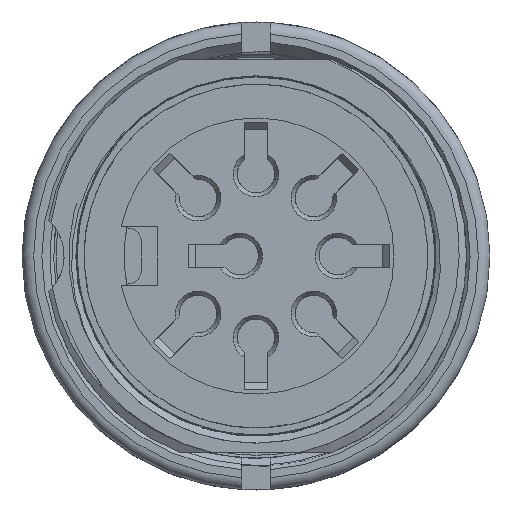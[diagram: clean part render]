
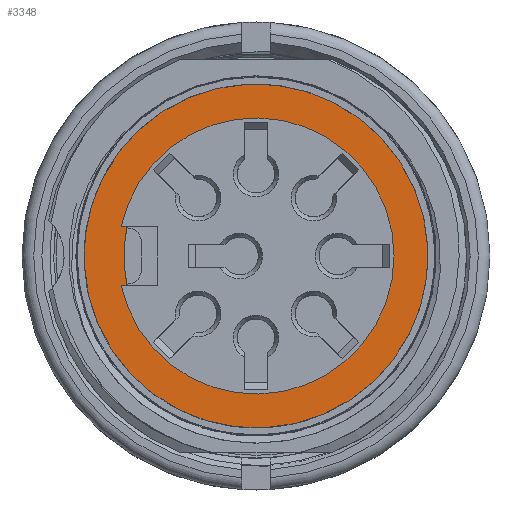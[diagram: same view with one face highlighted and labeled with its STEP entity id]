
A CAD part, front view. The second image highlights one B-rep face of the part: STEP entity #3348.
In plain terms, the highlighted planar face has unit normal (0, -1, 0).
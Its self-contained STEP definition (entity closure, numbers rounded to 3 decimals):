
#1884=FACE_BOUND('',#5461,.T.);
#1885=FACE_BOUND('',#5462,.T.);
#2555=CIRCLE('',#18671,5.9);
#2556=CIRCLE('',#18681,5.65);
#2557=CIRCLE('',#18683,7.35);
#3348=ADVANCED_FACE('',(#1884,#1885),#3831,.T.);
#3831=PLANE('',#18684);
#5461=EDGE_LOOP('',(#10687));
#5462=EDGE_LOOP('',(#10688,#10689,#10690,#10691));
#10687=ORIENTED_EDGE('',*,*,#14869,.T.);
#10688=ORIENTED_EDGE('',*,*,#12929,.F.);
#10689=ORIENTED_EDGE('',*,*,#14868,.T.);
#10690=ORIENTED_EDGE('',*,*,#12923,.F.);
#10691=ORIENTED_EDGE('',*,*,#14867,.T.);
#11244=VERTEX_POINT('',#31132);
#11245=VERTEX_POINT('',#31134);
#11248=VERTEX_POINT('',#31145);
#11249=VERTEX_POINT('',#31147);
#12514=VERTEX_POINT('',#38412);
#12923=EDGE_CURVE('',#11244,#11245,#15077,.T.);
#12929=EDGE_CURVE('',#11248,#11249,#15083,.T.);
#14867=EDGE_CURVE('',#11244,#11249,#2555,.T.);
#14868=EDGE_CURVE('',#11248,#11245,#2556,.T.);
#14869=EDGE_CURVE('',#12514,#12514,#2557,.T.);
#15077=LINE('',#31133,#16428);
#15083=LINE('',#31146,#16434);
#16428=VECTOR('',#19066,1.);
#16434=VECTOR('',#19078,1.);
#18671=AXIS2_PLACEMENT_3D('',#38399,#22076,#22077);
#18681=AXIS2_PLACEMENT_3D('',#38409,#22096,#22097);
#18683=AXIS2_PLACEMENT_3D('',#38411,#22100,#22101);
#18684=AXIS2_PLACEMENT_3D('',#38413,#22102,#22103);
#19066=DIRECTION('',(1.,0.,0.));
#19078=DIRECTION('',(-1.,0.,0.));
#22076=DIRECTION('',(0.,1.,0.));
#22077=DIRECTION('',(0.,0.,-1.));
#22096=DIRECTION('',(0.,1.,0.));
#22097=DIRECTION('',(0.547,0.,-0.837));
#22100=DIRECTION('',(0.,-1.,0.));
#22101=DIRECTION('',(0.547,0.,-0.837));
#22102=DIRECTION('',(0.,-1.,0.));
#22103=DIRECTION('',(0.837,0.,0.547));
#31132=CARTESIAN_POINT('',(-5.17,-17.756,1.25));
#31133=CARTESIAN_POINT('',(-5.855,-17.756,1.25));
#31134=CARTESIAN_POINT('',(-4.914,-17.756,1.25));
#31145=CARTESIAN_POINT('',(-4.914,-17.756,-1.25));
#31146=CARTESIAN_POINT('',(-3.604,-17.756,-1.25));
#31147=CARTESIAN_POINT('',(-5.17,-17.756,-1.25));
#38399=CARTESIAN_POINT('',(0.596,-17.756,0.));
#38409=CARTESIAN_POINT('',(0.596,-17.756,0.));
#38411=CARTESIAN_POINT('',(0.596,-17.756,0.));
#38412=CARTESIAN_POINT('',(4.616,-17.756,-6.153));
#38413=CARTESIAN_POINT('',(0.596,-17.756,0.));
